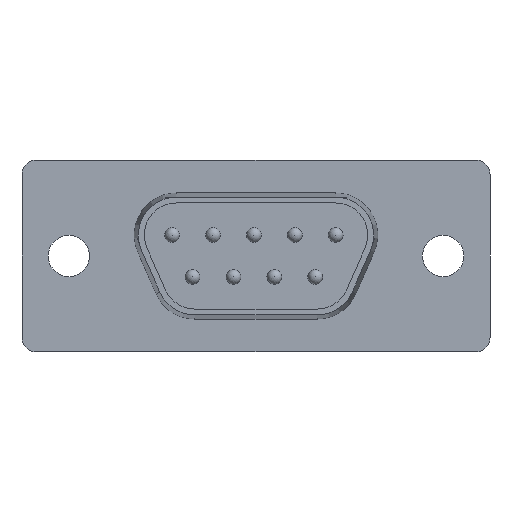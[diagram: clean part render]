
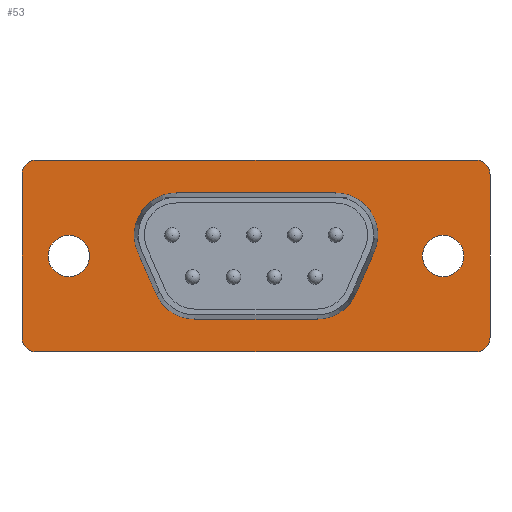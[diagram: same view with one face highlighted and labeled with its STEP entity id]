
A CAD part, front view. The second image highlights one B-rep face of the part: STEP entity #53.
In plain terms, the highlighted planar face has unit normal (0, -1, 0).
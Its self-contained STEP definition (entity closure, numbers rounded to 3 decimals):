
#53=ADVANCED_FACE('',(#809,#811,#813,#815),#817,.F.);
#809=FACE_BOUND('',#810,.T.);
#810=EDGE_LOOP('',(#1489,#1490,#1491,#1492,#1493,#1494,#1495,#1496));
#811=FACE_BOUND('',#812,.T.);
#812=EDGE_LOOP('',(#1497,#1498,#1499,#1500,#1501,#1502,#1503,#1504));
#813=FACE_BOUND('',#814,.T.);
#814=EDGE_LOOP('',(#1505));
#815=FACE_BOUND('',#816,.T.);
#816=EDGE_LOOP('',(#1506));
#817=PLANE('',#818);
#818=AXIS2_PLACEMENT_3D('',#819,#820,#821);
#819=CARTESIAN_POINT('',(-21.24,5.9,5.08));
#820=DIRECTION('',(0.,1.,0.));
#821=DIRECTION('',(0.,-0.,1.));
#1489=ORIENTED_EDGE('',*,*,#1845,.F.);
#1490=ORIENTED_EDGE('',*,*,#1846,.T.);
#1491=ORIENTED_EDGE('',*,*,#1847,.T.);
#1492=ORIENTED_EDGE('',*,*,#1848,.T.);
#1493=ORIENTED_EDGE('',*,*,#1849,.T.);
#1494=ORIENTED_EDGE('',*,*,#1850,.T.);
#1495=ORIENTED_EDGE('',*,*,#1851,.F.);
#1496=ORIENTED_EDGE('',*,*,#1852,.T.);
#1497=ORIENTED_EDGE('',*,*,#1853,.F.);
#1498=ORIENTED_EDGE('',*,*,#1854,.F.);
#1499=ORIENTED_EDGE('',*,*,#1855,.F.);
#1500=ORIENTED_EDGE('',*,*,#1856,.F.);
#1501=ORIENTED_EDGE('',*,*,#1857,.F.);
#1502=ORIENTED_EDGE('',*,*,#1858,.F.);
#1503=ORIENTED_EDGE('',*,*,#1859,.F.);
#1504=ORIENTED_EDGE('',*,*,#1860,.F.);
#1505=ORIENTED_EDGE('',*,*,#1861,.F.);
#1506=ORIENTED_EDGE('',*,*,#1862,.F.);
#1845=EDGE_CURVE('',#2023,#2024,#2025,.T.);
#1846=EDGE_CURVE('',#2023,#2026,#2027,.T.);
#1847=EDGE_CURVE('',#2026,#2028,#2029,.T.);
#1848=EDGE_CURVE('',#2028,#2030,#2031,.T.);
#1849=EDGE_CURVE('',#2030,#2032,#2033,.T.);
#1850=EDGE_CURVE('',#2032,#2034,#2035,.T.);
#1851=EDGE_CURVE('',#2036,#2034,#2037,.T.);
#1852=EDGE_CURVE('',#2036,#2024,#2038,.T.);
#1853=EDGE_CURVE('',#2039,#2040,#2041,.T.);
#1854=EDGE_CURVE('',#2042,#2039,#2043,.T.);
#1855=EDGE_CURVE('',#2044,#2042,#2045,.T.);
#1856=EDGE_CURVE('',#2046,#2044,#2047,.T.);
#1857=EDGE_CURVE('',#2048,#2046,#2049,.T.);
#1858=EDGE_CURVE('',#2050,#2048,#2051,.T.);
#1859=EDGE_CURVE('',#2052,#2050,#2053,.T.);
#1860=EDGE_CURVE('',#2040,#2052,#2054,.T.);
#1861=EDGE_CURVE('',#2055,#2055,#2056,.F.);
#1862=EDGE_CURVE('',#2057,#2057,#2058,.F.);
#2023=VERTEX_POINT('',#2339);
#2024=VERTEX_POINT('',#2340);
#2025=LINE('',#2341,#2342);
#2026=VERTEX_POINT('',#2344);
#2027=CIRCLE('',#2345,1.);
#2028=VERTEX_POINT('',#2349);
#2029=LINE('',#2350,#2351);
#2030=VERTEX_POINT('',#2353);
#2031=CIRCLE('',#2354,1.);
#2032=VERTEX_POINT('',#2358);
#2033=LINE('',#2359,#2360);
#2034=VERTEX_POINT('',#2362);
#2035=CIRCLE('',#2363,1.);
#2036=VERTEX_POINT('',#2367);
#2037=LINE('',#2368,#2369);
#2038=CIRCLE('',#2371,1.);
#2039=VERTEX_POINT('',#2375);
#2040=VERTEX_POINT('',#2376);
#2041=CIRCLE('',#2377,2.849);
#2042=VERTEX_POINT('',#2381);
#2043=LINE('',#2382,#2383);
#2044=VERTEX_POINT('',#2385);
#2045=CIRCLE('',#2386,2.849);
#2046=VERTEX_POINT('',#2390);
#2047=LINE('',#2391,#2392);
#2048=VERTEX_POINT('',#2394);
#2049=CIRCLE('',#2395,2.849);
#2050=VERTEX_POINT('',#2399);
#2051=LINE('',#2400,#2401);
#2052=VERTEX_POINT('',#2403);
#2053=CIRCLE('',#2404,2.849);
#2054=LINE('',#2408,#2409);
#2055=VERTEX_POINT('',#2411);
#2056=CIRCLE('',#2412,1.4);
#2057=VERTEX_POINT('',#2416);
#2058=CIRCLE('',#2417,1.4);
#2339=CARTESIAN_POINT('',(-20.24,5.9,5.08));
#2340=CARTESIAN_POINT('',(9.45,5.9,5.08));
#2341=CARTESIAN_POINT('',(-20.24,5.9,5.08));
#2342=VECTOR('',#2343,1.);
#2343=DIRECTION('',(1.,0.,0.));
#2344=CARTESIAN_POINT('',(-21.24,5.9,4.08));
#2345=AXIS2_PLACEMENT_3D('',#2346,#2347,#2348);
#2346=CARTESIAN_POINT('',(-20.24,5.9,4.08));
#2347=DIRECTION('',(0.,-1.,0.));
#2348=DIRECTION('',(0.,0.,1.));
#2349=CARTESIAN_POINT('',(-21.24,5.9,-6.92));
#2350=CARTESIAN_POINT('',(-21.24,5.9,4.08));
#2351=VECTOR('',#2352,1.);
#2352=DIRECTION('',(0.,0.,-1.));
#2353=CARTESIAN_POINT('',(-20.24,5.9,-7.92));
#2354=AXIS2_PLACEMENT_3D('',#2355,#2356,#2357);
#2355=CARTESIAN_POINT('',(-20.24,5.9,-6.92));
#2356=DIRECTION('',(0.,-1.,-0.));
#2357=DIRECTION('',(-1.,0.,0.));
#2358=CARTESIAN_POINT('',(9.45,5.9,-7.92));
#2359=CARTESIAN_POINT('',(-20.24,5.9,-7.92));
#2360=VECTOR('',#2361,1.);
#2361=DIRECTION('',(1.,0.,0.));
#2362=CARTESIAN_POINT('',(10.45,5.9,-6.92));
#2363=AXIS2_PLACEMENT_3D('',#2364,#2365,#2366);
#2364=CARTESIAN_POINT('',(9.45,5.9,-6.92));
#2365=DIRECTION('',(0.,-1.,0.));
#2366=DIRECTION('',(0.,0.,-1.));
#2367=CARTESIAN_POINT('',(10.45,5.9,4.08));
#2368=CARTESIAN_POINT('',(10.45,5.9,4.08));
#2369=VECTOR('',#2370,1.);
#2370=DIRECTION('',(0.,0.,-1.));
#2371=AXIS2_PLACEMENT_3D('',#2372,#2373,#2374);
#2372=CARTESIAN_POINT('',(9.45,5.9,4.08));
#2373=DIRECTION('',(0.,-1.,-0.));
#2374=DIRECTION('',(1.,0.,0.));
#2375=CARTESIAN_POINT('',(-1.24,5.9,-5.689));
#2376=CARTESIAN_POINT('',(1.371,5.9,-3.98));
#2377=AXIS2_PLACEMENT_3D('',#2378,#2379,#2380);
#2378=CARTESIAN_POINT('',(-1.24,5.9,-2.84));
#2379=DIRECTION('',(0.,-1.,0.));
#2380=DIRECTION('',(0.,0.,-1.));
#2381=CARTESIAN_POINT('',(-9.55,5.9,-5.689));
#2382=CARTESIAN_POINT('',(-9.55,5.9,-5.689));
#2383=VECTOR('',#2384,1.);
#2384=DIRECTION('',(1.,0.,0.));
#2385=CARTESIAN_POINT('',(-12.161,5.9,-3.98));
#2386=AXIS2_PLACEMENT_3D('',#2387,#2388,#2389);
#2387=CARTESIAN_POINT('',(-9.55,5.9,-2.84));
#2388=DIRECTION('',(0.,-1.,-0.));
#2389=DIRECTION('',(-0.916,0.,-0.4));
#2390=CARTESIAN_POINT('',(-13.401,5.9,-1.14));
#2391=CARTESIAN_POINT('',(-13.401,5.9,-1.14));
#2392=VECTOR('',#2393,1.);
#2393=DIRECTION('',(0.4,0.,-0.916));
#2394=CARTESIAN_POINT('',(-10.79,5.9,2.849));
#2395=AXIS2_PLACEMENT_3D('',#2396,#2397,#2398);
#2396=CARTESIAN_POINT('',(-10.79,5.9,0.));
#2397=DIRECTION('',(0.,-1.,0.));
#2398=DIRECTION('',(0.,0.,1.));
#2399=CARTESIAN_POINT('',(0.,5.9,2.849));
#2400=CARTESIAN_POINT('',(0.,5.9,2.849));
#2401=VECTOR('',#2402,1.);
#2402=DIRECTION('',(-1.,0.,0.));
#2403=CARTESIAN_POINT('',(2.611,5.9,-1.14));
#2404=AXIS2_PLACEMENT_3D('',#2405,#2406,#2407);
#2405=CARTESIAN_POINT('',(0.,5.9,0.));
#2406=DIRECTION('',(0.,-1.,0.));
#2407=DIRECTION('',(0.916,0.,-0.4));
#2408=CARTESIAN_POINT('',(1.371,5.9,-3.98));
#2409=VECTOR('',#2410,1.);
#2410=DIRECTION('',(0.4,0.,0.916));
#2411=CARTESIAN_POINT('',(7.275,5.9,-0.02));
#2412=AXIS2_PLACEMENT_3D('',#2413,#2414,#2415);
#2413=CARTESIAN_POINT('',(7.275,5.9,-1.42));
#2414=DIRECTION('',(0.,1.,0.));
#2415=DIRECTION('',(0.,0.,1.));
#2416=CARTESIAN_POINT('',(-18.065,5.9,-0.02));
#2417=AXIS2_PLACEMENT_3D('',#2418,#2419,#2420);
#2418=CARTESIAN_POINT('',(-18.065,5.9,-1.42));
#2419=DIRECTION('',(0.,1.,0.));
#2420=DIRECTION('',(0.,0.,1.));
